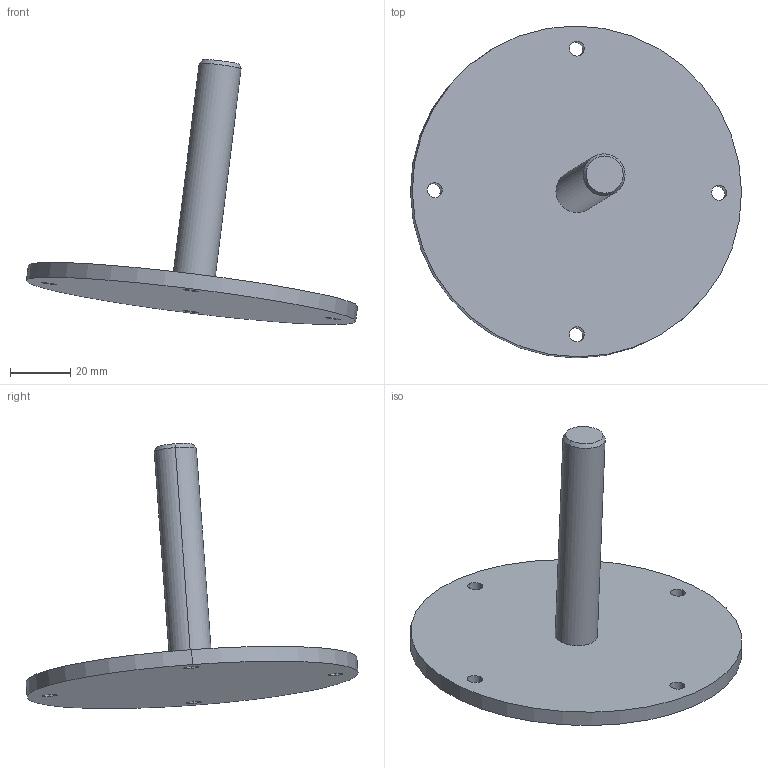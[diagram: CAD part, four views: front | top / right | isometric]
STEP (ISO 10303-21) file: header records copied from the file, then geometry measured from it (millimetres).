
FILE_DESCRIPTION (( 'STEP AP203' ), '1' );
FILE_NAME ('DISQUE SUPPORT COUPELLE G.STEP', '2021-03-28T14:02:21', ( 'samfly' ), ( '' ), 'SwSTEP 2.0', 'SolidWorks 2018', '' );
FILE_SCHEMA (( 'CONFIG_CONTROL_DESIGN' ));
Length unit declared in the file: millimetre
Products named in the file (1): DISQUE SUPPORT COUPELLE G
Bounding box: 109.78 x 110.07 x 87.91 mm (x, y, z)
Volume: 58645.3 mm3; surface area: 24162.2 mm2
Topology: 1 solids, 1 shells, 17 faces, 40 edges, 26 vertices
Faces by surface type: cylinder 12, plane 3, cone 2
Entity records: 597 total; most frequent: DIRECTION 102, CARTESIAN_POINT 84, ORIENTED_EDGE 80, AXIS2_PLACEMENT_3D 44, EDGE_CURVE 40, CIRCLE 26, EDGE_LOOP 26, VERTEX_POINT 26
